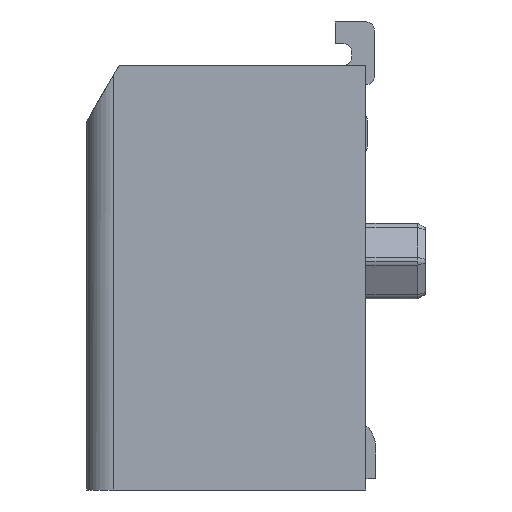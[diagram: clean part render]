
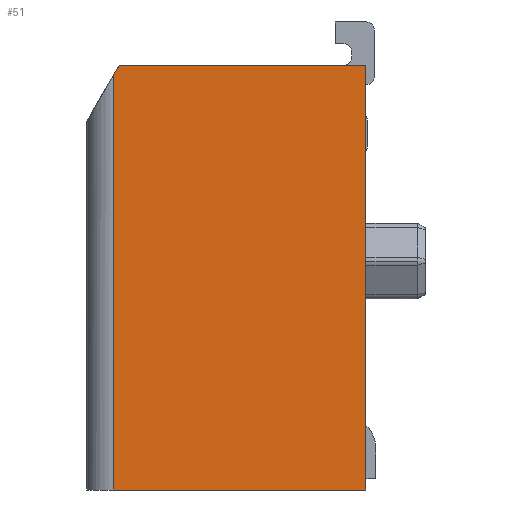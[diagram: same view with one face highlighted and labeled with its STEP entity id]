
A CAD part, left-side view. The second image highlights one B-rep face of the part: STEP entity #51.
In plain terms, the highlighted planar face has unit normal (-1, 0, 0).
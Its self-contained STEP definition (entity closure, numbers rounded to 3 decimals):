
#51=ADVANCED_FACE('',(#524),#525,.F.);
#524=FACE_OUTER_BOUND('',#1511,.T.);
#525=PLANE('',#1512);
#1511=EDGE_LOOP('',(#2523,#2524,#2525,#2526,#2527));
#1512=AXIS2_PLACEMENT_3D('',#2528,#2529,#2530);
#2523=ORIENTED_EDGE('',*,*,#6595,.F.);
#2524=ORIENTED_EDGE('',*,*,#6596,.F.);
#2525=ORIENTED_EDGE('',*,*,#6597,.F.);
#2526=ORIENTED_EDGE('',*,*,#6598,.T.);
#2527=ORIENTED_EDGE('',*,*,#6599,.T.);
#2528=CARTESIAN_POINT('',(-5.5,0.0,0.0));
#2529=DIRECTION('',(1.0,0.0,0.0));
#2530=DIRECTION('',(0.0,1.0,0.0));
#6595=EDGE_CURVE('',#7958,#7959,#7960,.T.);
#6596=EDGE_CURVE('',#7961,#7958,#7962,.T.);
#6597=EDGE_CURVE('',#7963,#7961,#7964,.T.);
#6598=EDGE_CURVE('',#7963,#7965,#7966,.T.);
#6599=EDGE_CURVE('',#7965,#7959,#7967,.T.);
#7958=VERTEX_POINT('',#10206);
#7959=VERTEX_POINT('',#10207);
#7960=LINE('',#10208,#10209);
#7961=VERTEX_POINT('',#10210);
#7962=LINE('',#10211,#10212);
#7963=VERTEX_POINT('',#10213);
#7964=LINE('',#10214,#10215);
#7965=VERTEX_POINT('',#10216);
#7966=LINE('',#10217,#10218);
#7967=LINE('',#10219,#10220);
#10206=CARTESIAN_POINT('',(-5.5,-2.585,-7.87));
#10207=CARTESIAN_POINT('',(-5.5,2.085,-7.87));
#10208=CARTESIAN_POINT('',(-5.5,-2.585,-7.87));
#10209=VECTOR('',#13469,4.67);
#10210=CARTESIAN_POINT('',(-5.5,-2.585,0.0));
#10211=CARTESIAN_POINT('',(-5.5,-2.585,0.0));
#10212=VECTOR('',#13470,7.87);
#10213=CARTESIAN_POINT('',(-5.5,1.985,0.0));
#10214=CARTESIAN_POINT('',(-5.5,1.985,0.0));
#10215=VECTOR('',#13471,4.57);
#10216=CARTESIAN_POINT('',(-5.5,2.085,-0.173));
#10217=CARTESIAN_POINT('',(-5.5,1.985,0.0));
#10218=VECTOR('',#13472,0.2);
#10219=CARTESIAN_POINT('',(-5.5,2.085,-0.173));
#10220=VECTOR('',#13473,7.697);
#13469=DIRECTION('',(0.0,1.0,0.0));
#13470=DIRECTION('',(0.0,0.0,-1.0));
#13471=DIRECTION('',(0.0,-1.0,0.0));
#13472=DIRECTION('',(0.0,0.5,-0.866));
#13473=DIRECTION('',(0.0,0.0,-1.0));
